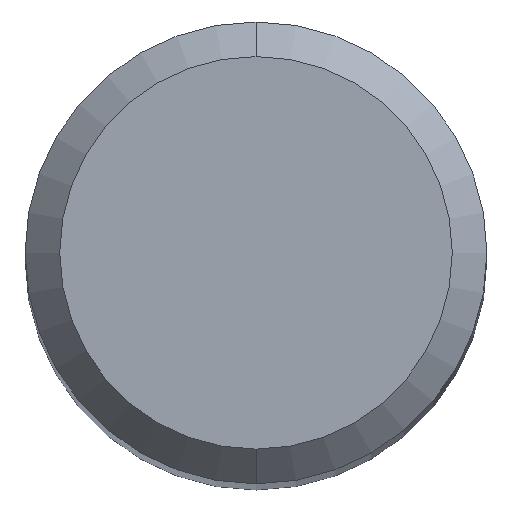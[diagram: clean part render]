
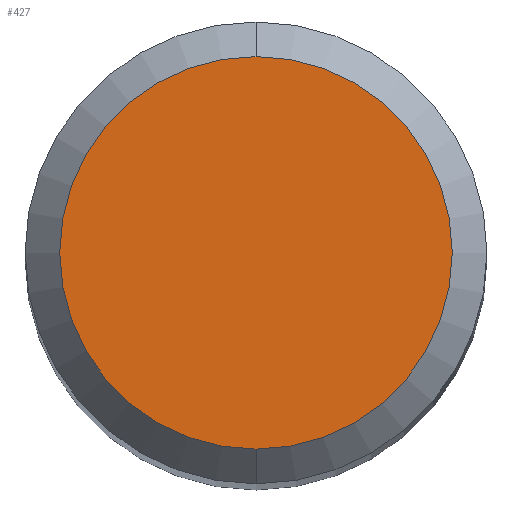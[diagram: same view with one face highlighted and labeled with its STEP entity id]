
A CAD part, top view. The second image highlights one B-rep face of the part: STEP entity #427.
In plain terms, the highlighted planar face has unit normal (0, 0, 1).
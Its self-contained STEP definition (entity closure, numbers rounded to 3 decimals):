
#363=EDGE_CURVE('',#771,#919,#1030,.T.);
#427=ADVANCED_FACE('',(#1102),#1103,.T.);
#521=EDGE_CURVE('',#919,#771,#1206,.T.);
#771=VERTEX_POINT('',#1479);
#919=VERTEX_POINT('',#1641);
#1030=CIRCLE('',#1766,1.7);
#1102=FACE_OUTER_BOUND('',#2000,.T.);
#1103=PLANE('',#2001);
#1206=CIRCLE('',#2352,1.7);
#1479=CARTESIAN_POINT('',(0.,-1.7,0.0));
#1641=CARTESIAN_POINT('',(0.0,1.7,0.0));
#1766=AXIS2_PLACEMENT_3D('',#3916,#3917,#3918);
#2000=EDGE_LOOP('',(#4013,#4014));
#2001=AXIS2_PLACEMENT_3D('',#4015,#4016,#4017);
#2352=AXIS2_PLACEMENT_3D('',#4118,#4119,#4120);
#3916=CARTESIAN_POINT('',(0.0,0.0,0.0));
#3917=DIRECTION('',(0.0,0.0,-1.0));
#3918=DIRECTION('',(0.0,1.0,0.0));
#4013=ORIENTED_EDGE('',*,*,#521,.F.);
#4014=ORIENTED_EDGE('',*,*,#363,.F.);
#4015=CARTESIAN_POINT('',(0.0,0.85,0.0));
#4016=DIRECTION('',(-0.0,0.0,1.0));
#4017=DIRECTION('',(0.0,-1.0,0.0));
#4118=CARTESIAN_POINT('',(0.0,0.0,0.0));
#4119=DIRECTION('',(0.0,0.0,-1.0));
#4120=DIRECTION('',(0.0,1.0,0.0));
